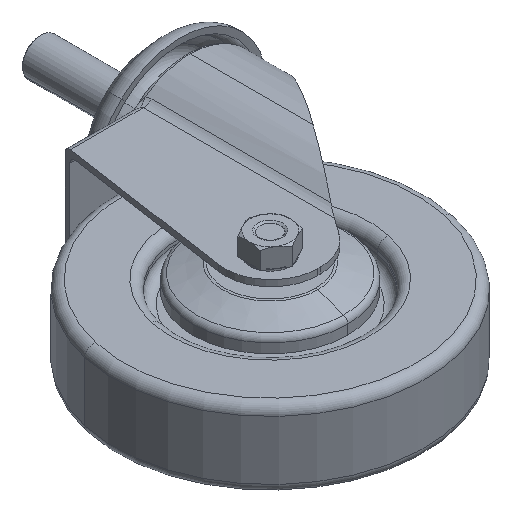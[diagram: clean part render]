
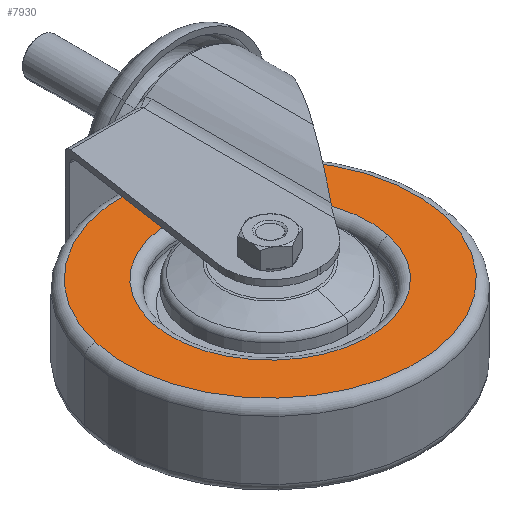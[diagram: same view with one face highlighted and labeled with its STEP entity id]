
A CAD part, isometric view. The second image highlights one B-rep face of the part: STEP entity #7930.
In plain terms, the highlighted planar face has unit normal (0, 0, 1).
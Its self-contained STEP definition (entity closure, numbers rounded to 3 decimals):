
#290 = CARTESIAN_POINT ( 'NONE',  ( 47., 0., 12.5 ) ) ;
#400 = DIRECTION ( 'NONE',  ( 0., 0., -1. ) ) ;
#504 = DIRECTION ( 'NONE',  ( 1., 0., 0. ) ) ;
#565 = DIRECTION ( 'NONE',  ( 1., 0., 0. ) ) ;
#831 = CIRCLE ( 'NONE', #7995, 32. ) ;
#1003 = DIRECTION ( 'NONE',  ( 1., 0., 0. ) ) ;
#1123 = CIRCLE ( 'NONE', #2025, 32. ) ;
#1325 = DIRECTION ( 'NONE',  ( 1., 0., 0. ) ) ;
#1860 = DIRECTION ( 'NONE',  ( 0., 0., -1. ) ) ;
#2000 = ORIENTED_EDGE ( 'NONE', *, *, #5239, .T. ) ;
#2025 = AXIS2_PLACEMENT_3D ( 'NONE', #2541, #1860, #565 ) ;
#2026 = CARTESIAN_POINT ( 'NONE',  ( -32., 0., 12.5 ) ) ;
#2259 = ORIENTED_EDGE ( 'NONE', *, *, #3792, .T. ) ;
#2273 = VERTEX_POINT ( 'NONE', #290 ) ;
#2312 = CARTESIAN_POINT ( 'NONE',  ( 0., 0., 12.5 ) ) ;
#2541 = CARTESIAN_POINT ( 'NONE',  ( 0., 0., 12.5 ) ) ;
#2730 = DIRECTION ( 'NONE',  ( 0., 0., 1. ) ) ;
#2820 = CARTESIAN_POINT ( 'NONE',  ( 0., 0., 12.5 ) ) ;
#2948 = ORIENTED_EDGE ( 'NONE', *, *, #6657, .T. ) ;
#3315 = CARTESIAN_POINT ( 'NONE',  ( 0., 0., 12.5 ) ) ;
#3792 = EDGE_CURVE ( 'NONE', #4221, #4303, #1123, .T. ) ;
#3822 = CARTESIAN_POINT ( 'NONE',  ( 32., 0., 12.5 ) ) ;
#3852 = CARTESIAN_POINT ( 'NONE',  ( -47., 0., 12.5 ) ) ;
#4221 = VERTEX_POINT ( 'NONE', #3822 ) ;
#4271 = PLANE ( 'NONE',  #7555 ) ;
#4296 = DIRECTION ( 'NONE',  ( 0., 0., 1. ) ) ;
#4303 = VERTEX_POINT ( 'NONE', #2026 ) ;
#4314 = AXIS2_PLACEMENT_3D ( 'NONE', #3315, #2730, #1325 ) ;
#4631 = ORIENTED_EDGE ( 'NONE', *, *, #7857, .T. ) ;
#4785 = DIRECTION ( 'NONE',  ( 0., 0., 1. ) ) ;
#5239 = EDGE_CURVE ( 'NONE', #2273, #6918, #5978, .T. ) ;
#5370 = DIRECTION ( 'NONE',  ( 1., 0., 0. ) ) ;
#5978 = CIRCLE ( 'NONE', #4314, 47. ) ;
#6005 = FACE_BOUND ( 'NONE', #7270, .T. ) ;
#6024 = CIRCLE ( 'NONE', #8239, 47. ) ;
#6468 = EDGE_LOOP ( 'NONE', ( #2000, #2948 ) ) ;
#6657 = EDGE_CURVE ( 'NONE', #6918, #2273, #6024, .T. ) ;
#6918 = VERTEX_POINT ( 'NONE', #3852 ) ;
#7270 = EDGE_LOOP ( 'NONE', ( #2259, #4631 ) ) ;
#7504 = FACE_OUTER_BOUND ( 'NONE', #6468, .T. ) ;
#7513 = CARTESIAN_POINT ( 'NONE',  ( 0., 0., 12.5 ) ) ;
#7555 = AXIS2_PLACEMENT_3D ( 'NONE', #7513, #4296, #504 ) ;
#7857 = EDGE_CURVE ( 'NONE', #4303, #4221, #831, .T. ) ;
#7930 = ADVANCED_FACE ( 'NONE', ( #6005, #7504 ), #4271, .T. ) ;
#7995 = AXIS2_PLACEMENT_3D ( 'NONE', #2312, #400, #1003 ) ;
#8239 = AXIS2_PLACEMENT_3D ( 'NONE', #2820, #4785, #5370 ) ;
